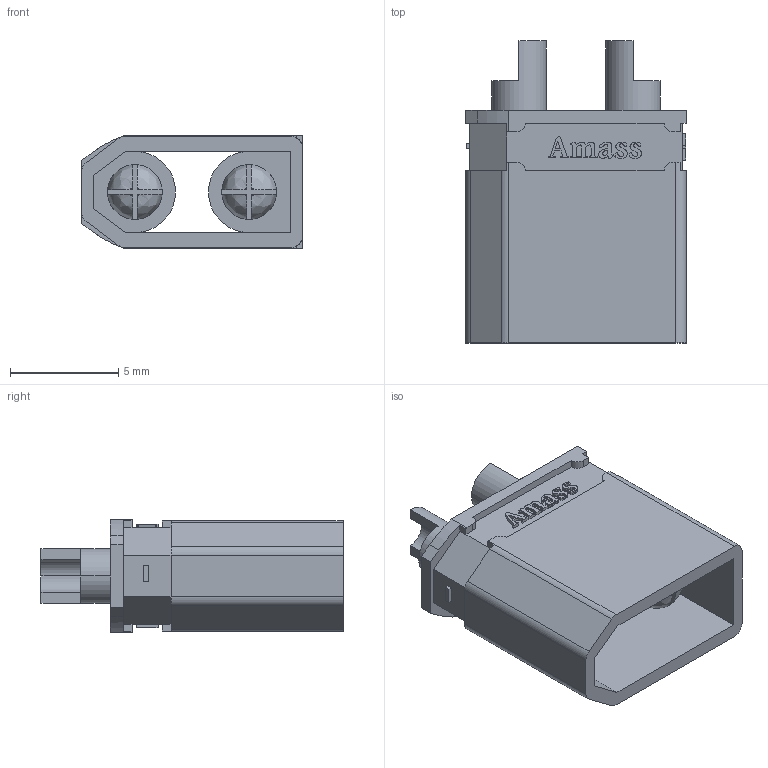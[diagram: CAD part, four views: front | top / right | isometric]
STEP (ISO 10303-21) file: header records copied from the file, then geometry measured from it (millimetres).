
FILE_DESCRIPTION (( 'STEP AP214' ), '1' );
FILE_NAME ('XT30U-M.step', '2025-01-21T05:04:26', ( '' ), ( '' ), 'SwSTEP 2.0', 'SolidWorks 2024', '' );
FILE_SCHEMA (( 'AUTOMOTIVE_DESIGN' ));
Length unit declared in the file: millimetre
Products named in the file (1): XT30U-M
Bounding box: 10.2 x 13.96 x 5.2 mm (x, y, z)
Volume: 292.8 mm3; surface area: 889.1 mm2
Topology: 1 solids, 1 shells, 551 faces, 1588 edges, 1056 vertices
Faces by surface type: bspline 292, plane 220, cylinder 31, cone 8
Entity records: 20789 total; most frequent: CARTESIAN_POINT 8276, ORIENTED_EDGE 3160, DIRECTION 1616, EDGE_CURVE 1580, VERTEX_POINT 1052, LINE 896, VECTOR 896, B_SPLINE_CURVE_WITH_KNOTS 584
